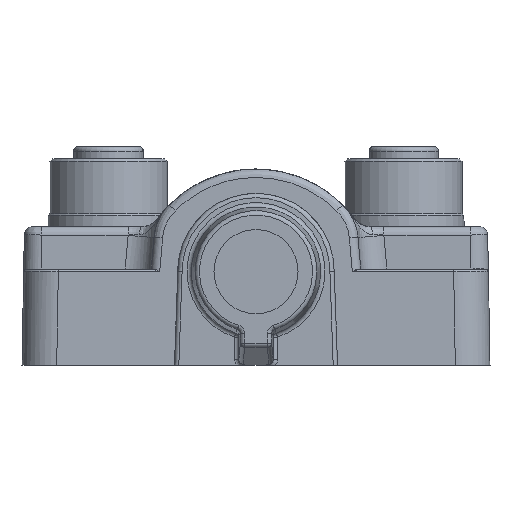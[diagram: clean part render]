
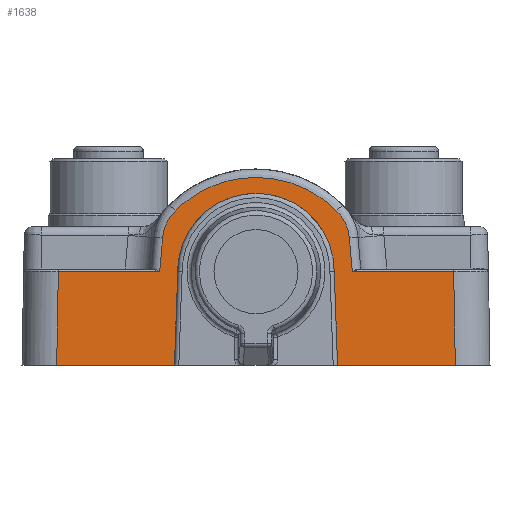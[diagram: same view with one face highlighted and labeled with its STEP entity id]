
A CAD part, left-side view. The second image highlights one B-rep face of the part: STEP entity #1638.
In plain terms, the highlighted planar face has unit normal (-1, 0, 0.018).
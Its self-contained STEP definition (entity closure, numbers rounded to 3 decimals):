
#1638=ADVANCED_FACE('2217-0-10',(#2706),#2472,.T.);
#2472=PLANE('',#13239);
#2706=FACE_OUTER_BOUND('',#3420,.T.);
#3420=EDGE_LOOP('',(#4826,#4827,#4828,#4829,#4830,#4831,#4832,#4833,#4834,
#4835,#4836,#4837,#4838,#4839));
#4425=B_SPLINE_CURVE_WITH_KNOTS('',3,(#18181,#18182,#18183,#18184,#18185),
 .UNSPECIFIED.,.F.,.F.,(4,1,4),(0.,0.5,1.),.UNSPECIFIED.);
#4426=B_SPLINE_CURVE_WITH_KNOTS('',3,(#18187,#18188,#18189,#18190,#18191,
#18192,#18193,#18194,#18195,#18196,#18197,#18198),.UNSPECIFIED.,.F.,.F.,
(4,2,2,2,2,4),(0.,0.166,0.276,0.511,
0.756,1.),.UNSPECIFIED.);
#4427=B_SPLINE_CURVE_WITH_KNOTS('',3,(#18200,#18201,#18202,#18203,#18204),
 .UNSPECIFIED.,.F.,.F.,(4,1,4),(0.,0.5,1.),.UNSPECIFIED.);
#4766=ELLIPSE('',#13238,9.024,9.023);
#4826=ORIENTED_EDGE('',*,*,#9810,.F.);
#4827=ORIENTED_EDGE('',*,*,#9811,.T.);
#4828=ORIENTED_EDGE('',*,*,#9812,.F.);
#4829=ORIENTED_EDGE('',*,*,#9813,.F.);
#4830=ORIENTED_EDGE('',*,*,#9814,.F.);
#4831=ORIENTED_EDGE('',*,*,#9815,.T.);
#4832=ORIENTED_EDGE('',*,*,#9816,.T.);
#4833=ORIENTED_EDGE('',*,*,#9817,.T.);
#4834=ORIENTED_EDGE('',*,*,#9818,.T.);
#4835=ORIENTED_EDGE('',*,*,#9819,.T.);
#4836=ORIENTED_EDGE('',*,*,#9820,.T.);
#4837=ORIENTED_EDGE('',*,*,#9821,.T.);
#4838=ORIENTED_EDGE('',*,*,#9822,.T.);
#4839=ORIENTED_EDGE('',*,*,#9823,.T.);
#8596=VERTEX_POINT('',#18165);
#8597=VERTEX_POINT('',#18166);
#8598=VERTEX_POINT('',#18168);
#8599=VERTEX_POINT('',#18170);
#8600=VERTEX_POINT('',#18172);
#8601=VERTEX_POINT('',#18174);
#8602=VERTEX_POINT('',#18176);
#8603=VERTEX_POINT('',#18178);
#8604=VERTEX_POINT('',#18180);
#8605=VERTEX_POINT('',#18186);
#8606=VERTEX_POINT('',#18199);
#8607=VERTEX_POINT('',#18205);
#8608=VERTEX_POINT('',#18207);
#8609=VERTEX_POINT('',#18209);
#9810=EDGE_CURVE('',#8596,#8597,#11695,.T.);
#9811=EDGE_CURVE('',#8596,#8598,#11696,.T.);
#9812=EDGE_CURVE('',#8599,#8598,#4766,.T.);
#9813=EDGE_CURVE('',#8600,#8599,#11697,.T.);
#9814=EDGE_CURVE('',#8601,#8600,#11698,.T.);
#9815=EDGE_CURVE('',#8601,#8602,#11699,.T.);
#9816=EDGE_CURVE('',#8602,#8603,#11700,.T.);
#9817=EDGE_CURVE('',#8603,#8604,#11701,.T.);
#9818=EDGE_CURVE('',#8604,#8605,#4425,.T.);
#9819=EDGE_CURVE('',#8605,#8606,#4426,.T.);
#9820=EDGE_CURVE('',#8606,#8607,#4427,.T.);
#9821=EDGE_CURVE('',#8607,#8608,#11702,.T.);
#9822=EDGE_CURVE('',#8608,#8609,#11703,.T.);
#9823=EDGE_CURVE('',#8609,#8597,#11704,.T.);
#11695=LINE('',#18164,#12466);
#11696=LINE('',#18167,#12467);
#11697=LINE('',#18171,#12468);
#11698=LINE('',#18173,#12469);
#11699=LINE('',#18175,#12470);
#11700=LINE('',#18177,#12471);
#11701=LINE('',#18179,#12472);
#11702=LINE('',#18206,#12473);
#11703=LINE('',#18208,#12474);
#11704=LINE('',#18210,#12475);
#12466=VECTOR('',#14624,1.);
#12467=VECTOR('',#14625,1.);
#12468=VECTOR('',#14628,1.);
#12469=VECTOR('',#14629,1.);
#12470=VECTOR('',#14630,1.);
#12471=VECTOR('',#14631,1.);
#12472=VECTOR('',#14632,1.);
#12473=VECTOR('',#14633,1.);
#12474=VECTOR('',#14634,1.);
#12475=VECTOR('',#14635,1.);
#13238=AXIS2_PLACEMENT_3D('',#18169,#14626,#14627);
#13239=AXIS2_PLACEMENT_3D('',#18211,#14636,#14637);
#14624=DIRECTION('',(0.,1.,0.));
#14625=DIRECTION('',(0.017,-0.035,0.999));
#14626=DIRECTION('',(-1.,0.,0.017));
#14627=DIRECTION('',(-0.017,0.,-1.));
#14628=DIRECTION('',(0.017,0.035,0.999));
#14629=DIRECTION('',(0.,1.,0.));
#14630=DIRECTION('',(0.017,0.017,1.));
#14631=DIRECTION('',(0.,1.,0.));
#14632=DIRECTION('',(0.017,0.087,0.996));
#14633=DIRECTION('',(-0.017,0.087,-0.996));
#14634=DIRECTION('',(0.,1.,0.));
#14635=DIRECTION('',(-0.017,0.017,-1.));
#14636=DIRECTION('',(-1.,0.,0.017));
#14637=DIRECTION('',(0.,1.,0.));
#18164=CARTESIAN_POINT('',(-40.247,20.02,-16.));
#18165=CARTESIAN_POINT('',(-40.247,52.4,-16.));
#18166=CARTESIAN_POINT('',(-40.247,65.98,-16.));
#18167=CARTESIAN_POINT('',(-40.246,52.399,-15.957));
#18168=CARTESIAN_POINT('',(-40.058,52.023,-5.2));
#18169=CARTESIAN_POINT('',(-40.058,43.,-5.2));
#18170=CARTESIAN_POINT('',(-40.058,33.977,-5.2));
#18171=CARTESIAN_POINT('',(-40.026,34.043,-3.326));
#18172=CARTESIAN_POINT('',(-40.247,33.6,-16.));
#18173=CARTESIAN_POINT('',(-40.247,20.02,-16.));
#18174=CARTESIAN_POINT('',(-40.247,20.02,-16.));
#18175=CARTESIAN_POINT('',(-40.247,20.02,-16.));
#18176=CARTESIAN_POINT('',(-40.058,20.209,-5.197));
#18177=CARTESIAN_POINT('',(-40.058,20.209,-5.197));
#18178=CARTESIAN_POINT('',(-40.058,31.898,-5.197));
#18179=CARTESIAN_POINT('',(-40.058,31.898,-5.197));
#18180=CARTESIAN_POINT('',(-39.991,32.238,-1.307));
#18181=CARTESIAN_POINT('',(-39.991,32.238,-1.307));
#18182=CARTESIAN_POINT('',(-39.98,32.289,-0.729));
#18183=CARTESIAN_POINT('',(-39.961,32.593,0.41));
#18184=CARTESIAN_POINT('',(-39.944,33.269,1.377));
#18185=CARTESIAN_POINT('',(-39.937,33.679,1.788));
#18186=CARTESIAN_POINT('',(-39.937,33.679,1.788));
#18187=CARTESIAN_POINT('',(-39.937,33.679,1.788));
#18188=CARTESIAN_POINT('',(-39.922,34.486,2.597));
#18189=CARTESIAN_POINT('',(-39.91,35.4,3.301));
#18190=CARTESIAN_POINT('',(-39.893,37.047,4.257));
#18191=CARTESIAN_POINT('',(-39.888,37.739,4.583));
#18192=CARTESIAN_POINT('',(-39.873,39.979,5.407));
#18193=CARTESIAN_POINT('',(-39.869,41.61,5.682));
#18194=CARTESIAN_POINT('',(-39.87,44.921,5.623));
#18195=CARTESIAN_POINT('',(-39.876,46.601,5.265));
#18196=CARTESIAN_POINT('',(-39.899,49.706,3.945));
#18197=CARTESIAN_POINT('',(-39.916,51.13,2.982));
#18198=CARTESIAN_POINT('',(-39.937,52.321,1.788));
#18199=CARTESIAN_POINT('',(-39.937,52.321,1.788));
#18200=CARTESIAN_POINT('',(-39.937,52.321,1.788));
#18201=CARTESIAN_POINT('',(-39.944,52.731,1.377));
#18202=CARTESIAN_POINT('',(-39.961,53.407,0.41));
#18203=CARTESIAN_POINT('',(-39.98,53.711,-0.729));
#18204=CARTESIAN_POINT('',(-39.991,53.762,-1.307));
#18205=CARTESIAN_POINT('',(-39.991,53.762,-1.307));
#18206=CARTESIAN_POINT('',(-39.991,53.762,-1.307));
#18207=CARTESIAN_POINT('',(-40.058,54.102,-5.197));
#18208=CARTESIAN_POINT('',(-40.058,51.392,-5.197));
#18209=CARTESIAN_POINT('',(-40.058,65.791,-5.197));
#18210=CARTESIAN_POINT('',(-40.058,65.791,-5.197));
#18211=CARTESIAN_POINT('',(-40.015,15.805,-2.69));
